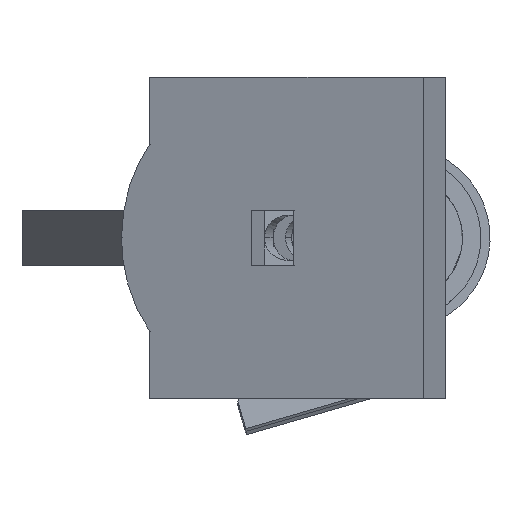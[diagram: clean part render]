
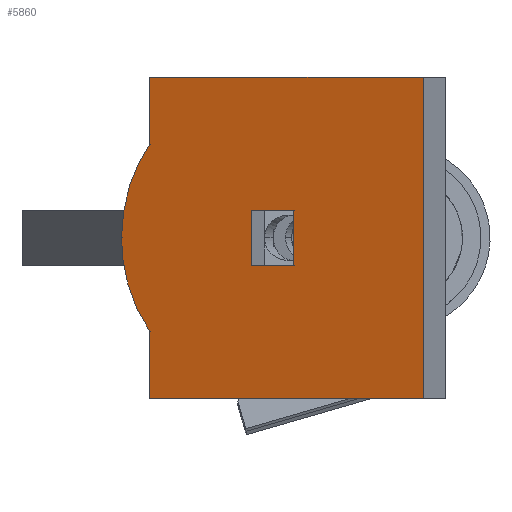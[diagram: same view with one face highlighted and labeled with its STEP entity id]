
A CAD part, front view. The second image highlights one B-rep face of the part: STEP entity #5860.
In plain terms, the highlighted free-form (B-spline) face has degree [1, 1] with [2, 2] control points.
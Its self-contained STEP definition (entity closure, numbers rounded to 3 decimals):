
#4354 = EDGE_CURVE('',#4355,#4357,#4359,.T.);
#4355 = VERTEX_POINT('',#4356);
#4356 = CARTESIAN_POINT('',(-110.312,-40.194,
    -10.611));
#4357 = VERTEX_POINT('',#4358);
#4358 = CARTESIAN_POINT('',(-113.513,-39.029,
    0.));
#4359 = ( BOUNDED_CURVE() B_SPLINE_CURVE(2,(#4360,#4361,#4362),
.UNSPECIFIED.,.F.,.F.) B_SPLINE_CURVE_WITH_KNOTS((3,3),(5.662,
6.283),.PIECEWISE_BEZIER_KNOTS.) CURVE() 
GEOMETRIC_REPRESENTATION_ITEM() RATIONAL_B_SPLINE_CURVE((1.,
0.952,1.)) REPRESENTATION_ITEM('') );
#4360 = CARTESIAN_POINT('',(-110.312,-40.194,
    -10.611));
#4361 = CARTESIAN_POINT('',(-113.513,-39.029,
    -5.852));
#4362 = CARTESIAN_POINT('',(-113.513,-39.029,
    0.));
#5628 = VERTEX_POINT('',#5629);
#5629 = CARTESIAN_POINT('',(-93.961,-46.145,
    -3.125));
#5636 = VERTEX_POINT('',#5637);
#5637 = CARTESIAN_POINT('',(-98.804,-44.383,
    -3.125));
#5642 = EDGE_CURVE('',#5628,#5636,#5643,.T.);
#5643 = B_SPLINE_CURVE_WITH_KNOTS('',1,(#5644,#5645),.UNSPECIFIED.,.F.,
  .F.,(2,2),(-11.071,-4.787),.PIECEWISE_BEZIER_KNOTS.);
#5644 = CARTESIAN_POINT('',(-93.961,-46.145,
    -3.125));
#5645 = CARTESIAN_POINT('',(-98.804,-44.383,
    -3.125));
#5656 = VERTEX_POINT('',#5657);
#5657 = CARTESIAN_POINT('',(-98.804,-44.383,
    3.125));
#5672 = VERTEX_POINT('',#5673);
#5673 = CARTESIAN_POINT('',(-93.961,-46.145,
    3.125));
#5678 = EDGE_CURVE('',#5656,#5672,#5679,.T.);
#5679 = B_SPLINE_CURVE_WITH_KNOTS('',1,(#5680,#5681),.UNSPECIFIED.,.F.,
  .F.,(2,2),(4.787,11.071),.PIECEWISE_BEZIER_KNOTS.);
#5680 = CARTESIAN_POINT('',(-98.804,-44.383,
    3.125));
#5681 = CARTESIAN_POINT('',(-93.961,-46.145,
    3.125));
#5692 = EDGE_CURVE('',#5636,#5656,#5693,.T.);
#5693 = B_SPLINE_CURVE_WITH_KNOTS('',1,(#5694,#5695),.UNSPECIFIED.,.F.,
  .F.,(2,2),(-3.81,3.81),.PIECEWISE_BEZIER_KNOTS.);
#5694 = CARTESIAN_POINT('',(-98.804,-44.383,
    -3.125));
#5695 = CARTESIAN_POINT('',(-98.804,-44.383,
    3.125));
#5713 = EDGE_CURVE('',#4357,#5714,#5716,.T.);
#5714 = VERTEX_POINT('',#5715);
#5715 = CARTESIAN_POINT('',(-110.312,-40.194,
    10.611));
#5716 = ( BOUNDED_CURVE() B_SPLINE_CURVE(2,(#5717,#5718,#5719),
.UNSPECIFIED.,.F.,.F.) B_SPLINE_CURVE_WITH_KNOTS((3,3),(0.,
0.621),.PIECEWISE_BEZIER_KNOTS.) CURVE() 
GEOMETRIC_REPRESENTATION_ITEM() RATIONAL_B_SPLINE_CURVE((1.,
0.952,1.)) REPRESENTATION_ITEM('') );
#5717 = CARTESIAN_POINT('',(-113.513,-39.029,
    0.));
#5718 = CARTESIAN_POINT('',(-113.513,-39.029,
    5.852));
#5719 = CARTESIAN_POINT('',(-110.312,-40.194,
    10.611));
#5740 = EDGE_CURVE('',#5672,#5628,#5741,.T.);
#5741 = B_SPLINE_CURVE_WITH_KNOTS('',1,(#5742,#5743),.UNSPECIFIED.,.F.,
  .F.,(2,2),(-3.81,3.81),.PIECEWISE_BEZIER_KNOTS.);
#5742 = CARTESIAN_POINT('',(-93.961,-46.145,
    3.125));
#5743 = CARTESIAN_POINT('',(-93.961,-46.145,
    -3.125));
#5762 = VERTEX_POINT('',#5763);
#5763 = CARTESIAN_POINT('',(-79.253,-51.499,
    18.229));
#5768 = EDGE_CURVE('',#5762,#5769,#5771,.T.);
#5769 = VERTEX_POINT('',#5770);
#5770 = CARTESIAN_POINT('',(-79.253,-51.499,
    -18.229));
#5771 = B_SPLINE_CURVE_WITH_KNOTS('',1,(#5772,#5773),.UNSPECIFIED.,.F.,
  .F.,(2,2),(-22.225,22.225),.PIECEWISE_BEZIER_KNOTS.);
#5772 = CARTESIAN_POINT('',(-79.253,-51.499,
    18.229));
#5773 = CARTESIAN_POINT('',(-79.253,-51.499,
    -18.229));
#5790 = VERTEX_POINT('',#5791);
#5791 = CARTESIAN_POINT('',(-110.312,-40.194,
    18.229));
#5796 = EDGE_CURVE('',#5790,#5762,#5797,.T.);
#5797 = B_SPLINE_CURVE_WITH_KNOTS('',1,(#5798,#5799),.UNSPECIFIED.,.F.,
  .F.,(2,2),(-10.143,30.154),.PIECEWISE_BEZIER_KNOTS.);
#5798 = CARTESIAN_POINT('',(-110.312,-40.194,
    18.229));
#5799 = CARTESIAN_POINT('',(-79.253,-51.499,
    18.229));
#5812 = EDGE_CURVE('',#5714,#5790,#5813,.T.);
#5813 = B_SPLINE_CURVE_WITH_KNOTS('',1,(#5814,#5815),.UNSPECIFIED.,.F.,
  .F.,(2,2),(12.937,22.225),.PIECEWISE_BEZIER_KNOTS.);
#5814 = CARTESIAN_POINT('',(-110.312,-40.194,
    10.611));
#5815 = CARTESIAN_POINT('',(-110.312,-40.194,
    18.229));
#5828 = VERTEX_POINT('',#5829);
#5829 = CARTESIAN_POINT('',(-110.312,-40.194,
    -18.229));
#5834 = EDGE_CURVE('',#5828,#4355,#5835,.T.);
#5835 = B_SPLINE_CURVE_WITH_KNOTS('',1,(#5836,#5837),.UNSPECIFIED.,.F.,
  .F.,(2,2),(-22.225,-12.937),.PIECEWISE_BEZIER_KNOTS.);
#5836 = CARTESIAN_POINT('',(-110.312,-40.194,
    -18.229));
#5837 = CARTESIAN_POINT('',(-110.312,-40.194,
    -10.611));
#5850 = EDGE_CURVE('',#5769,#5828,#5851,.T.);
#5851 = B_SPLINE_CURVE_WITH_KNOTS('',1,(#5852,#5853),.UNSPECIFIED.,.F.,
  .F.,(2,2),(-30.154,10.143),.PIECEWISE_BEZIER_KNOTS.);
#5852 = CARTESIAN_POINT('',(-79.253,-51.499,
    -18.229));
#5853 = CARTESIAN_POINT('',(-110.312,-40.194,
    -18.229));
#5860 = ADVANCED_FACE('',(#5861,#5870),#5876,.F.);
#5861 = FACE_BOUND('',#5862,.T.);
#5862 = EDGE_LOOP('',(#5863,#5864,#5865,#5866,#5867,#5868,#5869));
#5863 = ORIENTED_EDGE('',*,*,#5768,.F.);
#5864 = ORIENTED_EDGE('',*,*,#5796,.F.);
#5865 = ORIENTED_EDGE('',*,*,#5812,.F.);
#5866 = ORIENTED_EDGE('',*,*,#5713,.F.);
#5867 = ORIENTED_EDGE('',*,*,#4354,.F.);
#5868 = ORIENTED_EDGE('',*,*,#5834,.F.);
#5869 = ORIENTED_EDGE('',*,*,#5850,.F.);
#5870 = FACE_BOUND('',#5871,.T.);
#5871 = EDGE_LOOP('',(#5872,#5873,#5874,#5875));
#5872 = ORIENTED_EDGE('',*,*,#5642,.T.);
#5873 = ORIENTED_EDGE('',*,*,#5692,.T.);
#5874 = ORIENTED_EDGE('',*,*,#5678,.T.);
#5875 = ORIENTED_EDGE('',*,*,#5740,.T.);
#5876 = B_SPLINE_SURFACE_WITH_KNOTS('',1,1,(
    (#5877,#5878)
    ,(#5879,#5880
    )),.UNSPECIFIED.,.F.,.F.,.F.,(2,2),(2,2),(-30.154,
    14.296),(-22.225,22.225),.PIECEWISE_BEZIER_KNOTS.);
#5877 = CARTESIAN_POINT('',(-79.253,-51.499,
    -18.229));
#5878 = CARTESIAN_POINT('',(-79.253,-51.499,
    18.229));
#5879 = CARTESIAN_POINT('',(-113.513,-39.029,
    -18.229));
#5880 = CARTESIAN_POINT('',(-113.513,-39.029,
    18.229));
